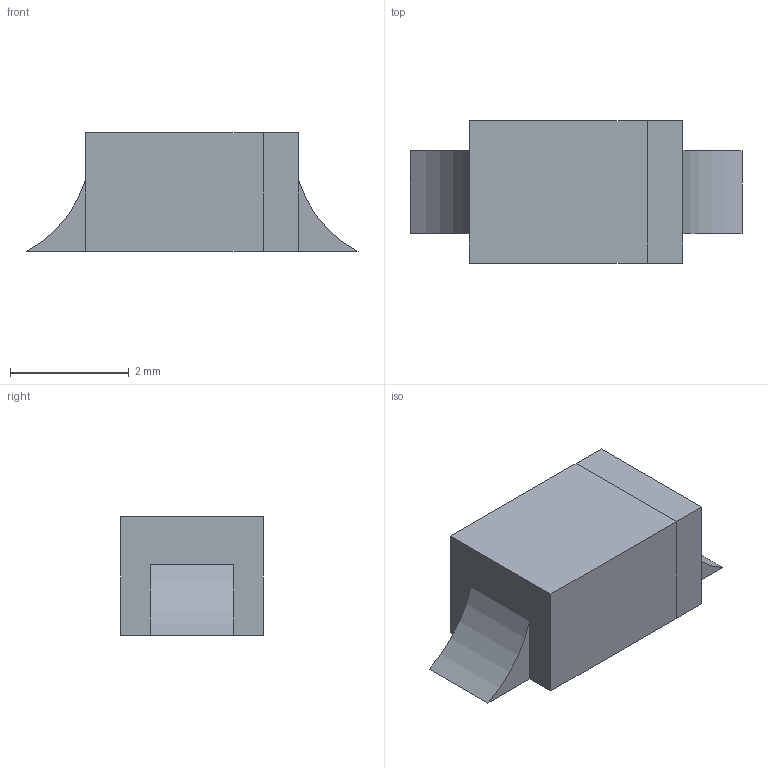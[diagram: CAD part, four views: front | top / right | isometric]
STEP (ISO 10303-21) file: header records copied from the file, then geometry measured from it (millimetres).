
FILE_DESCRIPTION(('FreeCAD Model'),'2;1');
FILE_NAME('Diode_SMD.step','2021-03-03T09:56:08',('Author'),(''), 'Open CASCADE STEP processor 7.3','FreeCAD','Unknown');
FILE_SCHEMA(('AUTOMOTIVE_DESIGN { 1 0 10303 214 1 1 1 1 }'));
Length unit declared in the file: millimetre
Products named in the file (1): Diode_SMD
Bounding box: 5.6 x 2.4 x 2 mm (x, y, z)
Volume: 18.5 mm3; surface area: 63.3 mm2
Topology: 4 solids, 4 shells, 22 faces, 126 edges, 364 vertices
Faces by surface type: plane 20, cylinder 2
Entity records: 2115 total; most frequent: CARTESIAN_POINT 625, DIRECTION 260, LINE 190, VECTOR 190, GEOMETRIC_CURVE_SET 85, ORIENTED_EDGE 84, PCURVE 84, DEFINITIONAL_REPRESENTATION 84
